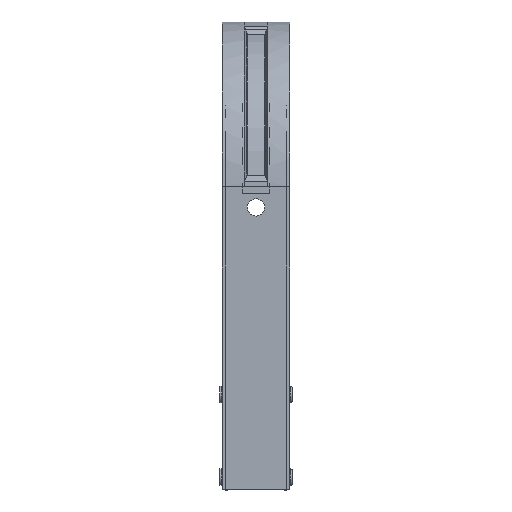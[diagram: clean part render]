
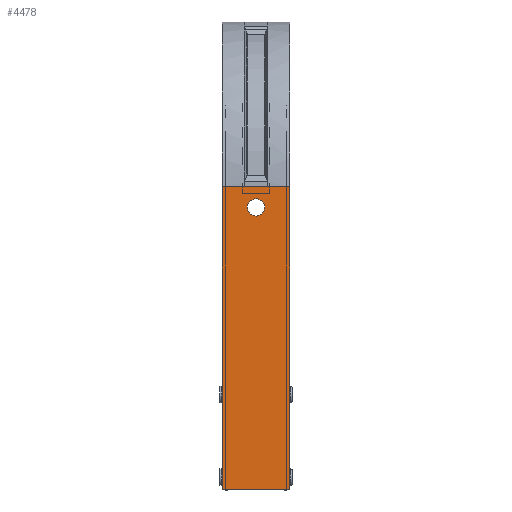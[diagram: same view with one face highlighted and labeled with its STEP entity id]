
A CAD part, top view. The second image highlights one B-rep face of the part: STEP entity #4478.
In plain terms, the highlighted planar face has unit normal (0, 0, 1).
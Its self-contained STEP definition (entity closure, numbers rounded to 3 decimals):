
#221 = CARTESIAN_POINT ( 'NONE',  ( 8.5, 141.5, 275. ) ) ;
#223 = CARTESIAN_POINT ( 'NONE',  ( -8.5, 141.5, 275. ) ) ;
#227 = CARTESIAN_POINT ( 'NONE',  ( -24.5, -78.5, 275. ) ) ;
#229 = CARTESIAN_POINT ( 'NONE',  ( -24.5, 141.5, 275. ) ) ;
#510 = CARTESIAN_POINT ( 'NONE',  ( 8.5, 141.5, 275. ) ) ;
#512 = PLANE ( 'NONE',  #4311 ) ;
#517 = DIRECTION ( 'NONE',  ( 0., 0., -1. ) ) ;
#518 = DIRECTION ( 'NONE',  ( 0., 1., 0. ) ) ;
#794 = ORIENTED_EDGE ( 'NONE', *, *, #2098, .F. ) ;
#795 = ORIENTED_EDGE ( 'NONE', *, *, #2099, .T. ) ;
#796 = ORIENTED_EDGE ( 'NONE', *, *, #1143, .F. ) ;
#797 = ORIENTED_EDGE ( 'NONE', *, *, #2126, .F. ) ;
#798 = ORIENTED_EDGE ( 'NONE', *, *, #2100, .T. ) ;
#799 = ORIENTED_EDGE ( 'NONE', *, *, #2106, .F. ) ;
#800 = ORIENTED_EDGE ( 'NONE', *, *, #2096, .T. ) ;
#834 = VERTEX_POINT ( 'NONE', #3268 ) ;
#1089 = VECTOR ( 'NONE', #1284, 1000. ) ;
#1103 = LINE ( 'NONE', #1299, #1089 ) ;
#1143 = EDGE_CURVE ( 'NONE', #1644, #1566, #1103, .T. ) ;
#1226 = CARTESIAN_POINT ( 'NONE',  ( 24.5, -78.5, 275. ) ) ;
#1284 = DIRECTION ( 'NONE',  ( 0., -1., 0. ) ) ;
#1299 = CARTESIAN_POINT ( 'NONE',  ( 24.5, 141.5, 275. ) ) ;
#1566 = VERTEX_POINT ( 'NONE', #1226 ) ;
#1644 = VERTEX_POINT ( 'NONE', #2254 ) ;
#2096 = EDGE_CURVE ( 'NONE', #4143, #4140, #3824, .T. ) ;
#2098 = EDGE_CURVE ( 'NONE', #834, #834, #3820, .T. ) ;
#2099 = EDGE_CURVE ( 'NONE', #4140, #1566, #3819, .T. ) ;
#2100 = EDGE_CURVE ( 'NONE', #4130, #4133, #3827, .T. ) ;
#2106 = EDGE_CURVE ( 'NONE', #4143, #4133, #3807, .T. ) ;
#2126 = EDGE_CURVE ( 'NONE', #4130, #1644, #3775, .T. ) ;
#2254 = CARTESIAN_POINT ( 'NONE',  ( 24.5, 141.5, 275. ) ) ;
#2753 = FACE_OUTER_BOUND ( 'NONE', #4112, .T. ) ;
#2759 = FACE_BOUND ( 'NONE', #4135, .T. ) ;
#2994 = AXIS2_PLACEMENT_3D ( 'NONE', #3536, #3535, #3534 ) ;
#3268 = CARTESIAN_POINT ( 'NONE',  ( 0., 120.25, 275. ) ) ;
#3512 = DIRECTION ( 'NONE',  ( 1., 0., 0. ) ) ;
#3530 = CARTESIAN_POINT ( 'NONE',  ( -24.5, 141.5, 275. ) ) ;
#3531 = DIRECTION ( 'NONE',  ( -1., 0., 0. ) ) ;
#3533 = DIRECTION ( 'NONE',  ( 1., 0., 0. ) ) ;
#3534 = DIRECTION ( 'NONE',  ( 0., -1., 0. ) ) ;
#3535 = DIRECTION ( 'NONE',  ( 0., 0., 1. ) ) ;
#3536 = CARTESIAN_POINT ( 'NONE',  ( 0., 126.5, 275. ) ) ;
#3542 = CARTESIAN_POINT ( 'NONE',  ( 8.5, -78.5, 275. ) ) ;
#3543 = CARTESIAN_POINT ( 'NONE',  ( -8.5, 141.5, 275. ) ) ;
#3546 = DIRECTION ( 'NONE',  ( 0., -1., 0. ) ) ;
#3548 = CARTESIAN_POINT ( 'NONE',  ( -24.5, 141.5, 275. ) ) ;
#3775 = LINE ( 'NONE', #4220, #3777 ) ;
#3777 = VECTOR ( 'NONE', #4219, 1000. ) ;
#3805 = VECTOR ( 'NONE', #3512, 1000. ) ;
#3807 = LINE ( 'NONE', #3530, #3805 ) ;
#3817 = VECTOR ( 'NONE', #3533, 1000. ) ;
#3818 = VECTOR ( 'NONE', #3531, 1000. ) ;
#3819 = LINE ( 'NONE', #3542, #3817 ) ;
#3820 = CIRCLE ( 'NONE', #2994, 6.25 ) ;
#3821 = VECTOR ( 'NONE', #3546, 1000. ) ;
#3824 = LINE ( 'NONE', #3548, #3821 ) ;
#3827 = LINE ( 'NONE', #3543, #3818 ) ;
#4112 = EDGE_LOOP ( 'NONE', ( #795, #796, #797, #798, #799, #800 ) ) ;
#4130 = VERTEX_POINT ( 'NONE', #221 ) ;
#4133 = VERTEX_POINT ( 'NONE', #223 ) ;
#4135 = EDGE_LOOP ( 'NONE', ( #794 ) ) ;
#4140 = VERTEX_POINT ( 'NONE', #227 ) ;
#4143 = VERTEX_POINT ( 'NONE', #229 ) ;
#4219 = DIRECTION ( 'NONE',  ( 1., 0., 0. ) ) ;
#4220 = CARTESIAN_POINT ( 'NONE',  ( 8.5, 141.5, 275. ) ) ;
#4311 = AXIS2_PLACEMENT_3D ( 'NONE', #510, #517, #518 ) ;
#4478 = ADVANCED_FACE ( 'NONE', ( #2759, #2753 ), #512, .F. ) ;
